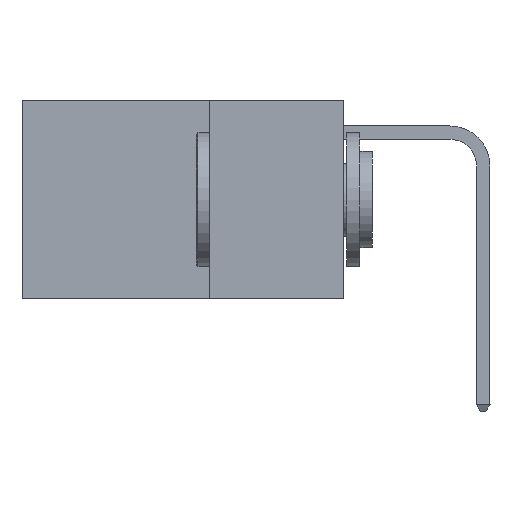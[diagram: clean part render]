
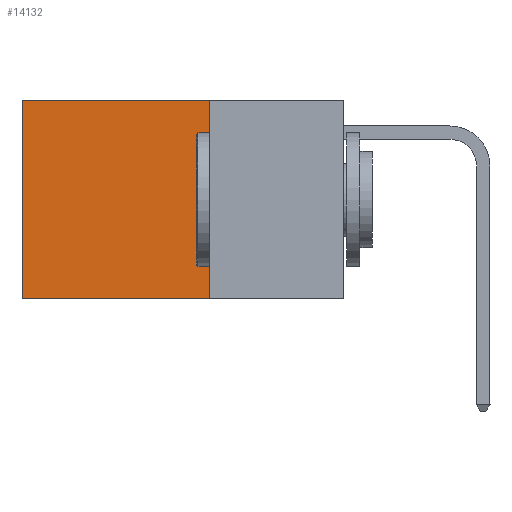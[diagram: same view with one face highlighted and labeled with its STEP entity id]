
A CAD part, left-side view. The second image highlights one B-rep face of the part: STEP entity #14132.
In plain terms, the highlighted planar face has unit normal (-1, 0, 0).
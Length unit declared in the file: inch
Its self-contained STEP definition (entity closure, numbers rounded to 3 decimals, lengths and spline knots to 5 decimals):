
#1295 = EDGE_CURVE ( 'NONE', #15320, #14424, #13886, .T. ) ;
#1302 = ORIENTED_EDGE ( 'NONE', *, *, #8139, .T. ) ;
#1418 = DIRECTION ( 'NONE',  ( 0., 0., -1. ) ) ;
#1953 = VERTEX_POINT ( 'NONE', #13556 ) ;
#2772 = FACE_OUTER_BOUND ( 'NONE', #9130, .T. ) ;
#3387 = EDGE_CURVE ( 'NONE', #14424, #1953, #14965, .T. ) ;
#3819 = CARTESIAN_POINT ( 'NONE',  ( 0.2625, 0.25, 0. ) ) ;
#4047 = DIRECTION ( 'NONE',  ( 0., 0., -1. ) ) ;
#4069 = DIRECTION ( 'NONE',  ( 0., 0., -1. ) ) ;
#4646 = VECTOR ( 'NONE', #1418, 39.37008 ) ;
#4827 = ORIENTED_EDGE ( 'NONE', *, *, #3387, .F. ) ;
#4917 = DIRECTION ( 'NONE',  ( 0., 1., 0. ) ) ;
#6216 = CARTESIAN_POINT ( 'NONE',  ( 0.2625, 0.25, -0.37 ) ) ;
#6426 = ORIENTED_EDGE ( 'NONE', *, *, #1295, .F. ) ;
#6606 = ORIENTED_EDGE ( 'NONE', *, *, #9016, .T. ) ;
#7451 = VECTOR ( 'NONE', #4069, 39.37008 ) ;
#7511 = LINE ( 'NONE', #9968, #4646 ) ;
#8139 = EDGE_CURVE ( 'NONE', #14520, #1953, #7511, .T. ) ;
#8244 = LINE ( 'NONE', #15828, #14312 ) ;
#9016 = EDGE_CURVE ( 'NONE', #15320, #14520, #8244, .T. ) ;
#9130 = EDGE_LOOP ( 'NONE', ( #1302, #4827, #6426, #6606 ) ) ;
#9968 = CARTESIAN_POINT ( 'NONE',  ( 0.2625, 0.6, 0. ) ) ;
#10060 = PLANE ( 'NONE',  #14267 ) ;
#11322 = DIRECTION ( 'NONE',  ( 1., 0., 0. ) ) ;
#11380 = VECTOR ( 'NONE', #15738, 39.37008 ) ;
#13556 = CARTESIAN_POINT ( 'NONE',  ( 0.2625, 0.6, -0.37 ) ) ;
#13886 = LINE ( 'NONE', #3819, #7451 ) ;
#14105 = CARTESIAN_POINT ( 'NONE',  ( 0.2625, 0.6, 0. ) ) ;
#14132 = ADVANCED_FACE ( 'NONE', ( #2772 ), #10060, .F. ) ;
#14267 = AXIS2_PLACEMENT_3D ( 'NONE', #14908, #11322, #4047 ) ;
#14312 = VECTOR ( 'NONE', #4917, 39.37008 ) ;
#14358 = CARTESIAN_POINT ( 'NONE',  ( 0.2625, 0.25, 0. ) ) ;
#14424 = VERTEX_POINT ( 'NONE', #6216 ) ;
#14520 = VERTEX_POINT ( 'NONE', #14105 ) ;
#14908 = CARTESIAN_POINT ( 'NONE',  ( 0.2625, 0.25, 0. ) ) ;
#14965 = LINE ( 'NONE', #15649, #11380 ) ;
#15320 = VERTEX_POINT ( 'NONE', #14358 ) ;
#15649 = CARTESIAN_POINT ( 'NONE',  ( 0.2625, 0.25, -0.37 ) ) ;
#15738 = DIRECTION ( 'NONE',  ( 0., 1., 0. ) ) ;
#15828 = CARTESIAN_POINT ( 'NONE',  ( 0.2625, 0.25, 0. ) ) ;
